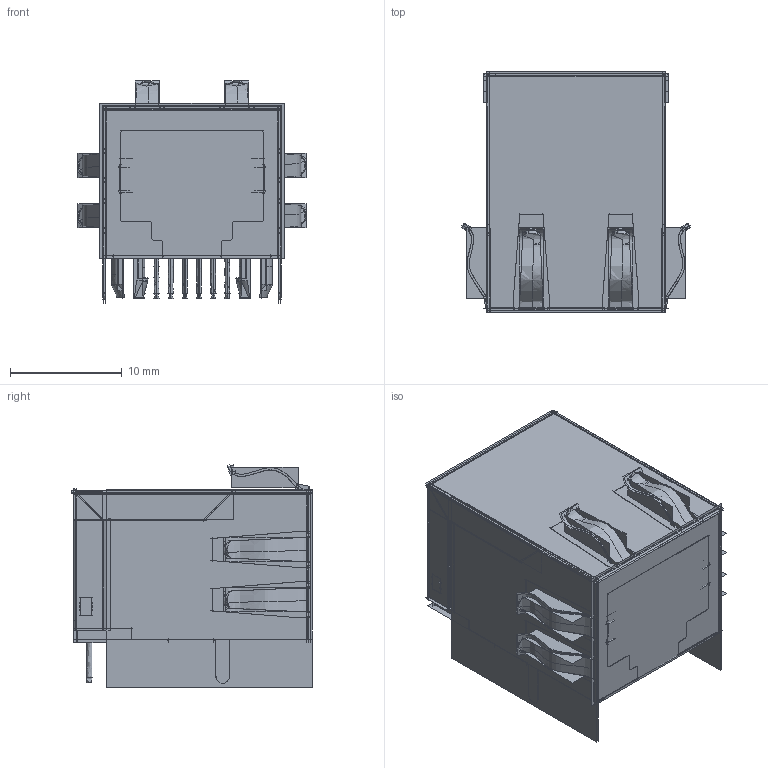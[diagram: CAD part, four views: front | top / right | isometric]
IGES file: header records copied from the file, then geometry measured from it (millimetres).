
Start section:  PTC IGES file: DGKYD59211118HWA3D1Y1027.igs
Global section: file name: DGKYD59211118HWA3D1Y1027.igs; native system: Creo Parametric by PTC Inc.; preprocessor: 2018400; author: Administrator; organization: Unknown; date: 20211125.153403; units: millimetre
Bounding box: 20.51 x 21.63 x 19.94 mm (x, y, z)
Surface area: 15919.3 mm2 (no closed solid volume)
Topology: 0 solids, 0 shells, 1420 faces, 22302 edges, 29031 vertices
Faces by surface type: bspline 1028, revolution 360, extrusion 32
